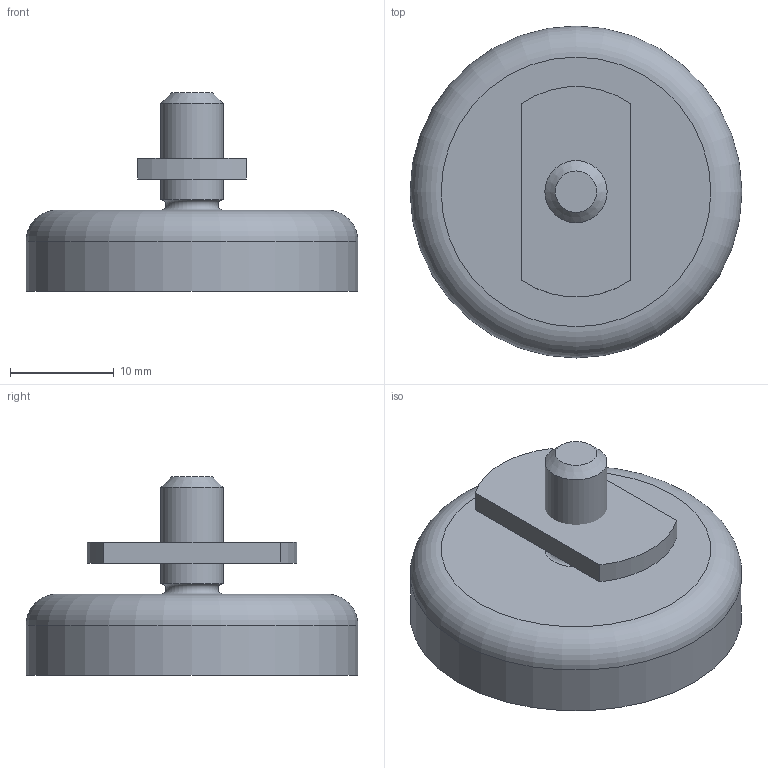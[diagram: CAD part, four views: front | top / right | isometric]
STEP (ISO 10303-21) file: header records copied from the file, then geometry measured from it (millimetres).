
FILE_DESCRIPTION(/* description */ ('Magnetfuss zu Halteschellen'),/* implementation_level */ '2;1');
FILE_NAME(/* name */ '290_2019_Magnetfuss zu Halteschellen.stp',/* time_stamp */ '2018-07-11T10:04:13+02:00',/* author */ ('mm'),/* organization */ (''),/* preprocessor_version */ 'ST-DEVELOPER v17',/* originating_system */ 'Autodesk Inventor 2018',/* authorisation */ '');
FILE_SCHEMA (('AUTOMOTIVE_DESIGN { 1 0 10303 214 3 1 1 }'));
Length unit declared in the file: millimetre
Products named in the file (3): 290.2019; 695.0157; 695.0156
Assembly tree (2 placements, depth 2):
  290.2019
    695.0157
    695.0156
Bounding box: 32 x 32 x 19.1 mm (x, y, z)
Volume: 6739.8 mm3; surface area: 3009.1 mm2
Topology: 2 solids, 2 shells, 19 faces, 44 edges, 32 vertices
Faces by surface type: plane 9, cylinder 7, torus 2, cone 1
Full cylindrical faces by diameter (mm): 5 x1, 6 x1, 25 x1, 27 x1, 32 x1
Entity records: 686 total; most frequent: DIRECTION 122, CARTESIAN_POINT 100, ORIENTED_EDGE 88, AXIS2_PLACEMENT_3D 54, EDGE_CURVE 44, VERTEX_POINT 32, CIRCLE 30, EDGE_LOOP 24
